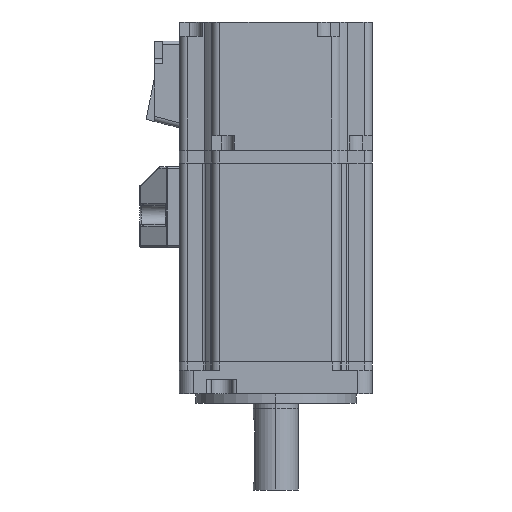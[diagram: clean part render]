
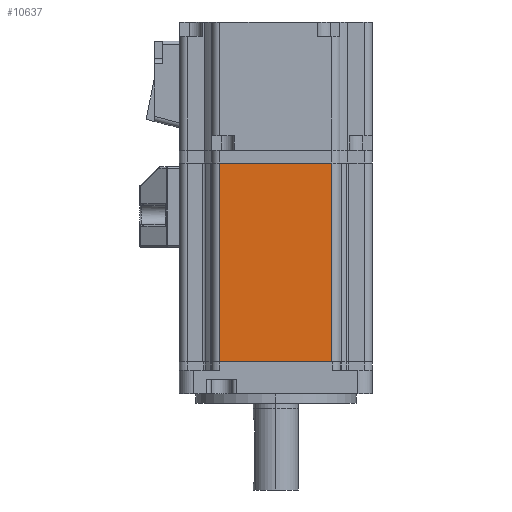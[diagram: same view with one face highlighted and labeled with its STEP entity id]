
A CAD part, left-side view. The second image highlights one B-rep face of the part: STEP entity #10637.
In plain terms, the highlighted planar face has unit normal (-1, 0, 0).
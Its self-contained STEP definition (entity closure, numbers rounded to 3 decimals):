
#330 = VERTEX_POINT ( 'NONE', #4762 ) ;
#408 = CARTESIAN_POINT ( 'NONE',  ( -30., 0., 25.5 ) ) ;
#456 = DIRECTION ( 'NONE',  ( 0., 0., -1. ) ) ;
#654 = VERTEX_POINT ( 'NONE', #11147 ) ;
#1812 = ORIENTED_EDGE ( 'NONE', *, *, #14245, .T. ) ;
#1888 = FACE_OUTER_BOUND ( 'NONE', #2731, .T. ) ;
#2169 = VERTEX_POINT ( 'NONE', #4426 ) ;
#2731 = EDGE_LOOP ( 'NONE', ( #1812, #3005, #15236, #5232 ) ) ;
#3005 = ORIENTED_EDGE ( 'NONE', *, *, #7594, .F. ) ;
#3636 = CARTESIAN_POINT ( 'NONE',  ( -30., 17.5, 25.5 ) ) ;
#4039 = LINE ( 'NONE', #408, #14043 ) ;
#4426 = CARTESIAN_POINT ( 'NONE',  ( -30., -17.5, 25.5 ) ) ;
#4762 = CARTESIAN_POINT ( 'NONE',  ( -30., -17.5, 87.5 ) ) ;
#5232 = ORIENTED_EDGE ( 'NONE', *, *, #5331, .F. ) ;
#5331 = EDGE_CURVE ( 'NONE', #654, #330, #16827, .T. ) ;
#5548 = DIRECTION ( 'NONE',  ( 0., 1., 0. ) ) ;
#6414 = VECTOR ( 'NONE', #9826, 1000. ) ;
#6491 = LINE ( 'NONE', #8269, #13434 ) ;
#6792 = CARTESIAN_POINT ( 'NONE',  ( -30., 17.5, 87.5 ) ) ;
#7594 = EDGE_CURVE ( 'NONE', #2169, #11068, #4039, .T. ) ;
#8269 = CARTESIAN_POINT ( 'NONE',  ( -30., 17.5, 87.5 ) ) ;
#8501 = CARTESIAN_POINT ( 'NONE',  ( -30., 17.5, 87.5 ) ) ;
#8945 = LINE ( 'NONE', #14619, #15896 ) ;
#9826 = DIRECTION ( 'NONE',  ( 0., -1., 0. ) ) ;
#10637 = ADVANCED_FACE ( 'NONE', ( #1888 ), #10726, .F. ) ;
#10726 = PLANE ( 'NONE',  #12577 ) ;
#10741 = DIRECTION ( 'NONE',  ( 0., 0., -1. ) ) ;
#11068 = VERTEX_POINT ( 'NONE', #3636 ) ;
#11147 = CARTESIAN_POINT ( 'NONE',  ( -30., 17.5, 87.5 ) ) ;
#12577 = AXIS2_PLACEMENT_3D ( 'NONE', #6792, #13362, #5548 ) ;
#13362 = DIRECTION ( 'NONE',  ( 1., 0., 0. ) ) ;
#13434 = VECTOR ( 'NONE', #456, 1000. ) ;
#13627 = EDGE_CURVE ( 'NONE', #330, #2169, #8945, .T. ) ;
#14043 = VECTOR ( 'NONE', #16048, 1000. ) ;
#14245 = EDGE_CURVE ( 'NONE', #654, #11068, #6491, .T. ) ;
#14619 = CARTESIAN_POINT ( 'NONE',  ( -30., -17.5, 87.5 ) ) ;
#15236 = ORIENTED_EDGE ( 'NONE', *, *, #13627, .F. ) ;
#15896 = VECTOR ( 'NONE', #10741, 1000. ) ;
#16048 = DIRECTION ( 'NONE',  ( 0., 1., 0. ) ) ;
#16827 = LINE ( 'NONE', #8501, #6414 ) ;
